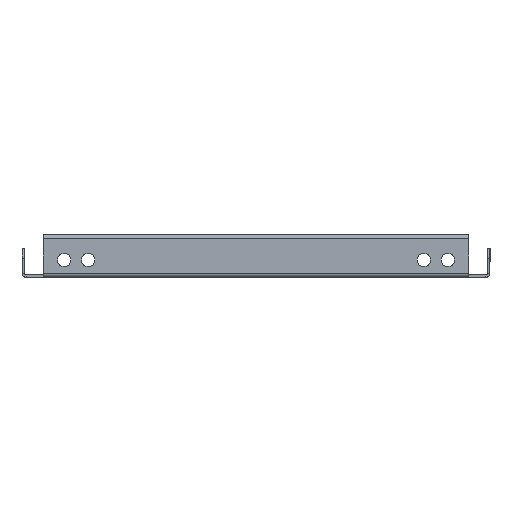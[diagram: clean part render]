
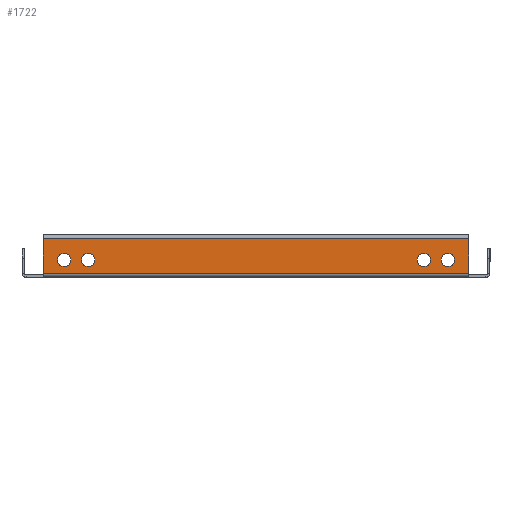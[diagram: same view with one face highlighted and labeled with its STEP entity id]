
A CAD part, left-side view. The second image highlights one B-rep face of the part: STEP entity #1722.
In plain terms, the highlighted planar face has unit normal (-1, 0, 0).
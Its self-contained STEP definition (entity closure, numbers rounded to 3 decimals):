
#40 = DIRECTION ( 'NONE',  ( 1., 0., 0. ) ) ;
#90 = CARTESIAN_POINT ( 'NONE',  ( -253.2, -110.8, 0. ) ) ;
#112 = EDGE_CURVE ( 'NONE', #1888, #603, #3458, .T. ) ;
#123 = VERTEX_POINT ( 'NONE', #3829 ) ;
#219 = FACE_BOUND ( 'NONE', #3192, .T. ) ;
#315 = ORIENTED_EDGE ( 'NONE', *, *, #112, .T. ) ;
#402 = VERTEX_POINT ( 'NONE', #1837 ) ;
#450 = EDGE_LOOP ( 'NONE', ( #315, #894, #5080, #3643 ) ) ;
#464 = EDGE_LOOP ( 'NONE', ( #5583, #543 ) ) ;
#510 = EDGE_CURVE ( 'NONE', #5722, #2858, #857, .T. ) ;
#543 = ORIENTED_EDGE ( 'NONE', *, *, #707, .T. ) ;
#603 = VERTEX_POINT ( 'NONE', #4712 ) ;
#702 = EDGE_CURVE ( 'NONE', #402, #5227, #4090, .T. ) ;
#707 = EDGE_CURVE ( 'NONE', #5465, #3482, #5487, .T. ) ;
#783 = AXIS2_PLACEMENT_3D ( 'NONE', #3150, #912, #928 ) ;
#857 = LINE ( 'NONE', #90, #3175 ) ;
#894 = ORIENTED_EDGE ( 'NONE', *, *, #1834, .T. ) ;
#912 = DIRECTION ( 'NONE',  ( -1., 0., 0. ) ) ;
#928 = DIRECTION ( 'NONE',  ( 0., 0., 1. ) ) ;
#976 = CIRCLE ( 'NONE', #4233, 3.45 ) ;
#1085 = CARTESIAN_POINT ( 'NONE',  ( -253.2, -100., 7.8 ) ) ;
#1181 = DIRECTION ( 'NONE',  ( 0., 0., -1. ) ) ;
#1190 = DIRECTION ( 'NONE',  ( 1., 0., 0. ) ) ;
#1227 = CARTESIAN_POINT ( 'NONE',  ( -253.2, 87.5, 7.8 ) ) ;
#1234 = DIRECTION ( 'NONE',  ( 1., 0., 0. ) ) ;
#1246 = CARTESIAN_POINT ( 'NONE',  ( -253.2, -110.8, 1. ) ) ;
#1265 = EDGE_CURVE ( 'NONE', #123, #5374, #1838, .T. ) ;
#1370 = AXIS2_PLACEMENT_3D ( 'NONE', #1227, #1190, #2133 ) ;
#1535 = DIRECTION ( 'NONE',  ( 0., -1., 0. ) ) ;
#1707 = DIRECTION ( 'NONE',  ( 0., 0., -1. ) ) ;
#1722 = ADVANCED_FACE ( 'NONE', ( #3179, #4093, #219, #3663, #2471 ), #5007, .T. ) ;
#1774 = EDGE_CURVE ( 'NONE', #2593, #2831, #2334, .T. ) ;
#1834 = EDGE_CURVE ( 'NONE', #603, #5722, #2619, .T. ) ;
#1837 = CARTESIAN_POINT ( 'NONE',  ( -253.2, -100., 4.35 ) ) ;
#1838 = CIRCLE ( 'NONE', #1370, 3.45 ) ;
#1854 = EDGE_LOOP ( 'NONE', ( #5011, #5030 ) ) ;
#1888 = VERTEX_POINT ( 'NONE', #3844 ) ;
#1907 = CARTESIAN_POINT ( 'NONE',  ( -253.2, -110.8, 18.8 ) ) ;
#2133 = DIRECTION ( 'NONE',  ( 0., 0., -1. ) ) ;
#2334 = CIRCLE ( 'NONE', #2487, 3.45 ) ;
#2345 = DIRECTION ( 'NONE',  ( 1., 0., 0. ) ) ;
#2361 = CIRCLE ( 'NONE', #2552, 3.45 ) ;
#2471 = FACE_OUTER_BOUND ( 'NONE', #450, .T. ) ;
#2478 = VECTOR ( 'NONE', #1535, 1000. ) ;
#2487 = AXIS2_PLACEMENT_3D ( 'NONE', #3724, #2345, #5079 ) ;
#2521 = EDGE_LOOP ( 'NONE', ( #5643, #2905 ) ) ;
#2552 = AXIS2_PLACEMENT_3D ( 'NONE', #5414, #40, #4099 ) ;
#2557 = DIRECTION ( 'NONE',  ( 1., 0., 0. ) ) ;
#2575 = CARTESIAN_POINT ( 'NONE',  ( -253.2, -100., 11.25 ) ) ;
#2593 = VERTEX_POINT ( 'NONE', #3308 ) ;
#2608 = LINE ( 'NONE', #4100, #3370 ) ;
#2619 = LINE ( 'NONE', #4222, #2478 ) ;
#2807 = DIRECTION ( 'NONE',  ( 0., 0., 1. ) ) ;
#2830 = EDGE_CURVE ( 'NONE', #2858, #1888, #2608, .T. ) ;
#2831 = VERTEX_POINT ( 'NONE', #4025 ) ;
#2858 = VERTEX_POINT ( 'NONE', #1907 ) ;
#2905 = ORIENTED_EDGE ( 'NONE', *, *, #1774, .T. ) ;
#3009 = AXIS2_PLACEMENT_3D ( 'NONE', #5244, #2557, #1707 ) ;
#3028 = EDGE_CURVE ( 'NONE', #5227, #402, #5686, .T. ) ;
#3106 = CARTESIAN_POINT ( 'NONE',  ( -253.2, -87.5, 4.35 ) ) ;
#3150 = CARTESIAN_POINT ( 'NONE',  ( -253.2, 0., 0. ) ) ;
#3175 = VECTOR ( 'NONE', #2807, 1000. ) ;
#3179 = FACE_BOUND ( 'NONE', #2521, .T. ) ;
#3192 = EDGE_LOOP ( 'NONE', ( #5087, #4943 ) ) ;
#3214 = DIRECTION ( 'NONE',  ( 0., 0., -1. ) ) ;
#3308 = CARTESIAN_POINT ( 'NONE',  ( -253.2, 100., 11.25 ) ) ;
#3370 = VECTOR ( 'NONE', #4980, 1000. ) ;
#3442 = DIRECTION ( 'NONE',  ( 0., 0., -1. ) ) ;
#3458 = LINE ( 'NONE', #4366, #4516 ) ;
#3482 = VERTEX_POINT ( 'NONE', #3106 ) ;
#3562 = EDGE_CURVE ( 'NONE', #5374, #123, #976, .T. ) ;
#3643 = ORIENTED_EDGE ( 'NONE', *, *, #2830, .T. ) ;
#3663 = FACE_BOUND ( 'NONE', #1854, .T. ) ;
#3724 = CARTESIAN_POINT ( 'NONE',  ( -253.2, 100., 7.8 ) ) ;
#3829 = CARTESIAN_POINT ( 'NONE',  ( -253.2, 87.5, 11.25 ) ) ;
#3844 = CARTESIAN_POINT ( 'NONE',  ( -253.2, 110.8, 18.8 ) ) ;
#4025 = CARTESIAN_POINT ( 'NONE',  ( -253.2, 100., 4.35 ) ) ;
#4075 = DIRECTION ( 'NONE',  ( 1., 0., 0. ) ) ;
#4078 = CARTESIAN_POINT ( 'NONE',  ( -253.2, -87.5, 11.25 ) ) ;
#4090 = CIRCLE ( 'NONE', #4823, 3.45 ) ;
#4093 = FACE_BOUND ( 'NONE', #464, .T. ) ;
#4099 = DIRECTION ( 'NONE',  ( 0., 0., -1. ) ) ;
#4100 = CARTESIAN_POINT ( 'NONE',  ( -253.2, 0., 18.8 ) ) ;
#4117 = CARTESIAN_POINT ( 'NONE',  ( -253.2, 100., 7.8 ) ) ;
#4222 = CARTESIAN_POINT ( 'NONE',  ( -253.2, 0., 1. ) ) ;
#4233 = AXIS2_PLACEMENT_3D ( 'NONE', #5522, #5067, #5500 ) ;
#4296 = EDGE_CURVE ( 'NONE', #2831, #2593, #5533, .T. ) ;
#4344 = CARTESIAN_POINT ( 'NONE',  ( -253.2, -100., 7.8 ) ) ;
#4366 = CARTESIAN_POINT ( 'NONE',  ( -253.2, 110.8, 0. ) ) ;
#4516 = VECTOR ( 'NONE', #3442, 1000. ) ;
#4541 = AXIS2_PLACEMENT_3D ( 'NONE', #4117, #4075, #3214 ) ;
#4704 = DIRECTION ( 'NONE',  ( 1., 0., 0. ) ) ;
#4712 = CARTESIAN_POINT ( 'NONE',  ( -253.2, 110.8, 1. ) ) ;
#4823 = AXIS2_PLACEMENT_3D ( 'NONE', #4344, #1234, #1181 ) ;
#4906 = CARTESIAN_POINT ( 'NONE',  ( -253.2, 87.5, 4.35 ) ) ;
#4943 = ORIENTED_EDGE ( 'NONE', *, *, #1265, .T. ) ;
#4980 = DIRECTION ( 'NONE',  ( 0., 1., 0. ) ) ;
#5007 = PLANE ( 'NONE',  #783 ) ;
#5011 = ORIENTED_EDGE ( 'NONE', *, *, #702, .T. ) ;
#5030 = ORIENTED_EDGE ( 'NONE', *, *, #3028, .T. ) ;
#5057 = AXIS2_PLACEMENT_3D ( 'NONE', #1085, #4704, #5586 ) ;
#5067 = DIRECTION ( 'NONE',  ( 1., 0., 0. ) ) ;
#5079 = DIRECTION ( 'NONE',  ( 0., 0., -1. ) ) ;
#5080 = ORIENTED_EDGE ( 'NONE', *, *, #510, .T. ) ;
#5087 = ORIENTED_EDGE ( 'NONE', *, *, #3562, .T. ) ;
#5227 = VERTEX_POINT ( 'NONE', #2575 ) ;
#5244 = CARTESIAN_POINT ( 'NONE',  ( -253.2, -87.5, 7.8 ) ) ;
#5374 = VERTEX_POINT ( 'NONE', #4906 ) ;
#5414 = CARTESIAN_POINT ( 'NONE',  ( -253.2, -87.5, 7.8 ) ) ;
#5465 = VERTEX_POINT ( 'NONE', #4078 ) ;
#5477 = EDGE_CURVE ( 'NONE', #3482, #5465, #2361, .T. ) ;
#5487 = CIRCLE ( 'NONE', #3009, 3.45 ) ;
#5500 = DIRECTION ( 'NONE',  ( 0., 0., -1. ) ) ;
#5522 = CARTESIAN_POINT ( 'NONE',  ( -253.2, 87.5, 7.8 ) ) ;
#5533 = CIRCLE ( 'NONE', #4541, 3.45 ) ;
#5583 = ORIENTED_EDGE ( 'NONE', *, *, #5477, .T. ) ;
#5586 = DIRECTION ( 'NONE',  ( 0., 0., -1. ) ) ;
#5643 = ORIENTED_EDGE ( 'NONE', *, *, #4296, .T. ) ;
#5686 = CIRCLE ( 'NONE', #5057, 3.45 ) ;
#5722 = VERTEX_POINT ( 'NONE', #1246 ) ;
